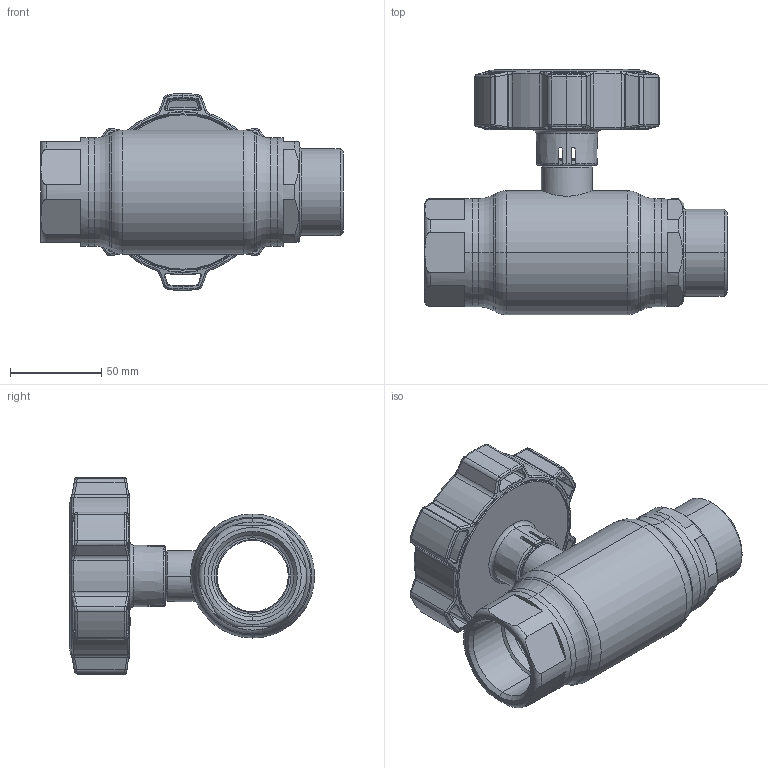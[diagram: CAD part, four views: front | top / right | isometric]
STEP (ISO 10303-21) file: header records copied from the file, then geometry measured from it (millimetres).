
FILE_DESCRIPTION (( 'STEP AP214' ), '1' );
FILE_NAME ('1040002400-1200.step', '2024-01-15T11:39:19', ( '' ), ( '' ), 'SwSTEP 2.0', 'SolidWorks 2021', '' );
FILE_SCHEMA (( 'AUTOMOTIVE_DESIGN' ));
Length unit declared in the file: millimetre
Products named in the file (1): 1040002400-1200
Bounding box: 166 x 134.5 x 107.98 mm (x, y, z)
Surface area: 91497.5 mm2 (no closed solid volume)
Topology: 0 solids, 10 shells, 528 faces, 1517 edges, 973 vertices
Faces by surface type: bspline 153, plane 125, cylinder 120, torus 73, cone 51, sphere 6
Entity records: 31177 total; most frequent: CARTESIAN_POINT 13007, ORIENTED_EDGE 2708, DIRECTION 2221, EDGE_CURVE 1517, VERTEX_POINT 973, AXIS2_PLACEMENT_3D 873, EDGE_LOOP 559, UNCERTAINTY_MEASURE_WITH_UNIT 530
